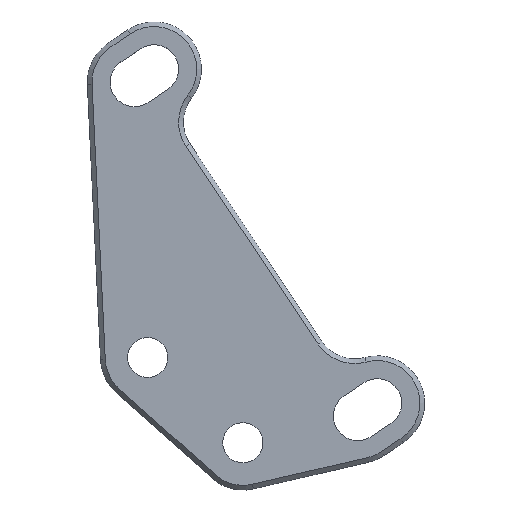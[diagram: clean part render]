
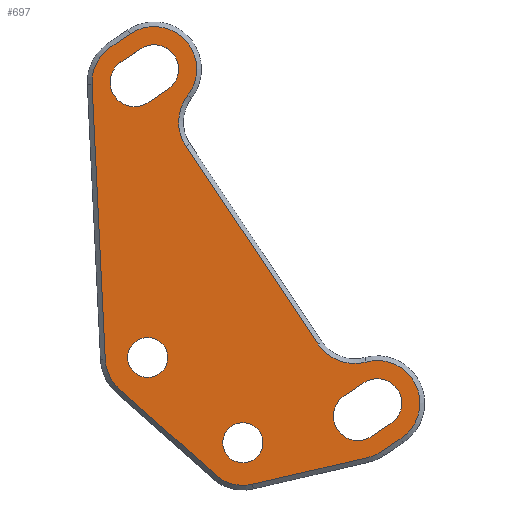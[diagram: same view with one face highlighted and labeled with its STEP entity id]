
A CAD part, top view. The second image highlights one B-rep face of the part: STEP entity #697.
In plain terms, the highlighted planar face has unit normal (0, 0, 1).
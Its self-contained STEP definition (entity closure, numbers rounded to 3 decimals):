
#15=FACE_BOUND('',#117,.T.);
#16=FACE_BOUND('',#118,.T.);
#17=FACE_BOUND('',#119,.T.);
#18=FACE_BOUND('',#120,.T.);
#46=PLANE('',#771);
#76=FACE_OUTER_BOUND('',#116,.T.);
#116=EDGE_LOOP('',(#552,#553,#554,#555,#556,#557,#558,#559,#560,#561,#562,
#563,#564,#565));
#117=EDGE_LOOP('',(#566,#567,#568,#569));
#118=EDGE_LOOP('',(#570,#571,#572,#573));
#119=EDGE_LOOP('',(#574));
#120=EDGE_LOOP('',(#575));
#146=LINE('',#1040,#209);
#150=LINE('',#1052,#213);
#155=LINE('',#1070,#218);
#160=LINE('',#1088,#223);
#164=LINE('',#1100,#227);
#167=LINE('',#1109,#230);
#180=LINE('',#1146,#243);
#181=LINE('',#1149,#244);
#182=LINE('',#1154,#245);
#183=LINE('',#1157,#246);
#209=VECTOR('',#818,10.);
#213=VECTOR('',#830,10.);
#218=VECTOR('',#849,10.);
#223=VECTOR('',#868,10.);
#227=VECTOR('',#880,10.);
#230=VECTOR('',#891,10.);
#243=VECTOR('',#930,10.);
#244=VECTOR('',#933,10.);
#245=VECTOR('',#936,10.);
#246=VECTOR('',#939,10.);
#271=CIRCLE('',#732,5.4);
#272=CIRCLE('',#735,5.4);
#274=CIRCLE('',#739,5.4);
#276=CIRCLE('',#742,5.6);
#278=CIRCLE('',#746,5.6);
#280=CIRCLE('',#749,5.4);
#282=CIRCLE('',#753,5.4);
#284=CIRCLE('',#757,5.4);
#290=CIRCLE('',#772,3.1);
#291=CIRCLE('',#773,3.1);
#292=CIRCLE('',#774,3.1);
#293=CIRCLE('',#775,3.1);
#294=CIRCLE('',#776,2.55);
#295=CIRCLE('',#777,2.55);
#308=VERTEX_POINT('',#1028);
#309=VERTEX_POINT('',#1030);
#311=VERTEX_POINT('',#1038);
#313=VERTEX_POINT('',#1044);
#315=VERTEX_POINT('',#1050);
#317=VERTEX_POINT('',#1056);
#319=VERTEX_POINT('',#1062);
#321=VERTEX_POINT('',#1068);
#323=VERTEX_POINT('',#1074);
#325=VERTEX_POINT('',#1080);
#327=VERTEX_POINT('',#1086);
#329=VERTEX_POINT('',#1092);
#331=VERTEX_POINT('',#1098);
#333=VERTEX_POINT('',#1104);
#342=VERTEX_POINT('',#1142);
#343=VERTEX_POINT('',#1143);
#344=VERTEX_POINT('',#1145);
#345=VERTEX_POINT('',#1147);
#346=VERTEX_POINT('',#1150);
#347=VERTEX_POINT('',#1151);
#348=VERTEX_POINT('',#1153);
#349=VERTEX_POINT('',#1155);
#350=VERTEX_POINT('',#1158);
#351=VERTEX_POINT('',#1160);
#370=EDGE_CURVE('',#308,#309,#271,.T.);
#373=EDGE_CURVE('',#311,#308,#146,.T.);
#376=EDGE_CURVE('',#313,#311,#272,.T.);
#379=EDGE_CURVE('',#315,#313,#150,.T.);
#382=EDGE_CURVE('',#317,#315,#274,.T.);
#385=EDGE_CURVE('',#319,#317,#276,.T.);
#388=EDGE_CURVE('',#321,#319,#155,.T.);
#391=EDGE_CURVE('',#323,#321,#278,.T.);
#394=EDGE_CURVE('',#325,#323,#280,.T.);
#397=EDGE_CURVE('',#327,#325,#160,.T.);
#400=EDGE_CURVE('',#329,#327,#282,.T.);
#403=EDGE_CURVE('',#331,#329,#164,.T.);
#406=EDGE_CURVE('',#333,#331,#284,.T.);
#408=EDGE_CURVE('',#309,#333,#167,.T.);
#425=EDGE_CURVE('',#342,#343,#290,.T.);
#426=EDGE_CURVE('',#343,#344,#180,.T.);
#427=EDGE_CURVE('',#344,#345,#291,.T.);
#428=EDGE_CURVE('',#345,#342,#181,.T.);
#429=EDGE_CURVE('',#346,#347,#292,.T.);
#430=EDGE_CURVE('',#347,#348,#182,.T.);
#431=EDGE_CURVE('',#348,#349,#293,.T.);
#432=EDGE_CURVE('',#349,#346,#183,.T.);
#433=EDGE_CURVE('',#350,#350,#294,.T.);
#434=EDGE_CURVE('',#351,#351,#295,.T.);
#552=ORIENTED_EDGE('',*,*,#370,.F.);
#553=ORIENTED_EDGE('',*,*,#373,.F.);
#554=ORIENTED_EDGE('',*,*,#376,.F.);
#555=ORIENTED_EDGE('',*,*,#379,.F.);
#556=ORIENTED_EDGE('',*,*,#382,.F.);
#557=ORIENTED_EDGE('',*,*,#385,.F.);
#558=ORIENTED_EDGE('',*,*,#388,.F.);
#559=ORIENTED_EDGE('',*,*,#391,.F.);
#560=ORIENTED_EDGE('',*,*,#394,.F.);
#561=ORIENTED_EDGE('',*,*,#397,.F.);
#562=ORIENTED_EDGE('',*,*,#400,.F.);
#563=ORIENTED_EDGE('',*,*,#403,.F.);
#564=ORIENTED_EDGE('',*,*,#406,.F.);
#565=ORIENTED_EDGE('',*,*,#408,.F.);
#566=ORIENTED_EDGE('',*,*,#425,.T.);
#567=ORIENTED_EDGE('',*,*,#426,.T.);
#568=ORIENTED_EDGE('',*,*,#427,.T.);
#569=ORIENTED_EDGE('',*,*,#428,.T.);
#570=ORIENTED_EDGE('',*,*,#429,.T.);
#571=ORIENTED_EDGE('',*,*,#430,.T.);
#572=ORIENTED_EDGE('',*,*,#431,.T.);
#573=ORIENTED_EDGE('',*,*,#432,.T.);
#574=ORIENTED_EDGE('',*,*,#433,.T.);
#575=ORIENTED_EDGE('',*,*,#434,.T.);
#697=ADVANCED_FACE('',(#76,#15,#16,#17,#18),#46,.T.);
#732=AXIS2_PLACEMENT_3D('',#1031,#813,#814);
#735=AXIS2_PLACEMENT_3D('',#1046,#823,#824);
#739=AXIS2_PLACEMENT_3D('',#1058,#835,#836);
#742=AXIS2_PLACEMENT_3D('',#1064,#842,#843);
#746=AXIS2_PLACEMENT_3D('',#1076,#854,#855);
#749=AXIS2_PLACEMENT_3D('',#1082,#861,#862);
#753=AXIS2_PLACEMENT_3D('',#1094,#873,#874);
#757=AXIS2_PLACEMENT_3D('',#1106,#885,#886);
#771=AXIS2_PLACEMENT_3D('',#1141,#926,#927);
#772=AXIS2_PLACEMENT_3D('',#1144,#928,#929);
#773=AXIS2_PLACEMENT_3D('',#1148,#931,#932);
#774=AXIS2_PLACEMENT_3D('',#1152,#934,#935);
#775=AXIS2_PLACEMENT_3D('',#1156,#937,#938);
#776=AXIS2_PLACEMENT_3D('',#1159,#940,#941);
#777=AXIS2_PLACEMENT_3D('',#1161,#942,#943);
#813=DIRECTION('center_axis',(0.,0.,-1.));
#814=DIRECTION('ref_axis',(-0.536,-0.844,0.));
#818=DIRECTION('',(-0.974,-0.225,0.));
#823=DIRECTION('center_axis',(0.,0.,-1.));
#824=DIRECTION('ref_axis',(0.178,-0.984,0.));
#830=DIRECTION('',(-0.831,-0.556,0.));
#835=DIRECTION('center_axis',(0.,0.,-1.));
#836=DIRECTION('ref_axis',(0.556,-0.831,0.));
#842=DIRECTION('center_axis',(0.,0.,1.));
#843=DIRECTION('ref_axis',(-0.831,-0.556,0.));
#849=DIRECTION('',(0.556,-0.831,0.));
#854=DIRECTION('center_axis',(0.,0.,1.));
#855=DIRECTION('ref_axis',(-0.791,0.611,0.));
#861=DIRECTION('center_axis',(0.,0.,-1.));
#862=DIRECTION('ref_axis',(0.791,-0.611,0.));
#868=DIRECTION('',(0.831,0.556,0.));
#873=DIRECTION('center_axis',(0.,0.,-1.));
#874=DIRECTION('ref_axis',(-0.556,0.831,0.));
#880=DIRECTION('',(-0.048,0.999,0.));
#885=DIRECTION('center_axis',(0.,0.,-1.));
#886=DIRECTION('ref_axis',(-0.999,-0.048,0.));
#891=DIRECTION('',(-0.748,0.664,0.));
#926=DIRECTION('center_axis',(0.,0.,1.));
#927=DIRECTION('ref_axis',(1.,0.,0.));
#928=DIRECTION('center_axis',(0.,0.,-1.));
#929=DIRECTION('ref_axis',(-0.556,0.831,0.));
#930=DIRECTION('',(0.831,0.556,0.));
#931=DIRECTION('center_axis',(0.,0.,-1.));
#932=DIRECTION('ref_axis',(0.556,-0.831,0.));
#933=DIRECTION('',(-0.831,-0.556,0.));
#934=DIRECTION('center_axis',(0.,0.,-1.));
#935=DIRECTION('ref_axis',(-0.556,0.831,0.));
#936=DIRECTION('',(0.831,0.556,0.));
#937=DIRECTION('center_axis',(0.,0.,-1.));
#938=DIRECTION('ref_axis',(0.556,-0.831,0.));
#939=DIRECTION('',(-0.831,-0.556,0.));
#940=DIRECTION('center_axis',(0.,0.,-1.));
#941=DIRECTION('ref_axis',(1.,0.,0.));
#942=DIRECTION('center_axis',(0.,0.,-1.));
#943=DIRECTION('ref_axis',(1.,0.,0.));
#1028=CARTESIAN_POINT('',(152.332,25.903,73.));
#1030=CARTESIAN_POINT('',(148.261,26.58,73.));
#1031=CARTESIAN_POINT('Origin',(151.115,31.164,73.));
#1038=CARTESIAN_POINT('',(166.917,29.277,73.));
#1040=CARTESIAN_POINT('',(155.726,26.688,73.));
#1044=CARTESIAN_POINT('',(168.701,30.049,73.));
#1046=CARTESIAN_POINT('Origin',(165.7,34.538,73.));
#1050=CARTESIAN_POINT('',(171.195,31.716,73.));
#1052=CARTESIAN_POINT('',(168.935,30.205,73.));
#1056=CARTESIAN_POINT('',(166.778,41.416,73.));
#1058=CARTESIAN_POINT('Origin',(168.194,36.205,73.));
#1062=CARTESIAN_POINT('',(160.654,43.708,73.));
#1064=CARTESIAN_POINT('Origin',(165.31,46.82,73.));
#1068=CARTESIAN_POINT('',(143.904,68.77,73.));
#1070=CARTESIAN_POINT('',(156.856,49.391,73.));
#1074=CARTESIAN_POINT('',(144.129,75.305,73.));
#1076=CARTESIAN_POINT('Origin',(148.56,71.882,73.));
#1080=CARTESIAN_POINT('',(136.855,83.097,73.));
#1082=CARTESIAN_POINT('Origin',(139.856,78.607,73.));
#1086=CARTESIAN_POINT('',(134.361,81.43,73.));
#1088=CARTESIAN_POINT('',(135.842,82.419,73.));
#1092=CARTESIAN_POINT('',(131.968,76.682,73.));
#1094=CARTESIAN_POINT('Origin',(137.361,76.94,73.));
#1098=CARTESIAN_POINT('',(133.642,41.735,73.));
#1100=CARTESIAN_POINT('',(132.512,65.311,73.));
#1104=CARTESIAN_POINT('',(135.45,37.955,73.));
#1106=CARTESIAN_POINT('Origin',(139.035,41.993,73.));
#1109=CARTESIAN_POINT('',(136.092,37.386,73.));
#1141=CARTESIAN_POINT('Origin',(152.778,54.885,73.));
#1142=CARTESIAN_POINT('',(139.084,74.363,73.));
#1143=CARTESIAN_POINT('',(135.639,79.517,73.));
#1144=CARTESIAN_POINT('Origin',(137.361,76.94,73.));
#1145=CARTESIAN_POINT('',(138.133,81.184,73.));
#1146=CARTESIAN_POINT('',(138.133,81.184,73.));
#1147=CARTESIAN_POINT('',(141.578,76.03,73.));
#1148=CARTESIAN_POINT('Origin',(139.856,78.607,73.));
#1149=CARTESIAN_POINT('',(139.084,74.363,73.));
#1150=CARTESIAN_POINT('',(167.423,31.961,73.));
#1151=CARTESIAN_POINT('',(163.978,37.116,73.));
#1152=CARTESIAN_POINT('Origin',(165.7,34.538,73.));
#1153=CARTESIAN_POINT('',(166.472,38.783,73.));
#1154=CARTESIAN_POINT('',(166.472,38.783,73.));
#1155=CARTESIAN_POINT('',(169.917,33.628,73.));
#1156=CARTESIAN_POINT('Origin',(168.194,36.205,73.));
#1157=CARTESIAN_POINT('',(167.423,31.961,73.));
#1158=CARTESIAN_POINT('',(136.485,41.993,73.));
#1159=CARTESIAN_POINT('Origin',(139.035,41.993,73.));
#1160=CARTESIAN_POINT('',(148.565,31.164,73.));
#1161=CARTESIAN_POINT('Origin',(151.115,31.164,73.));
